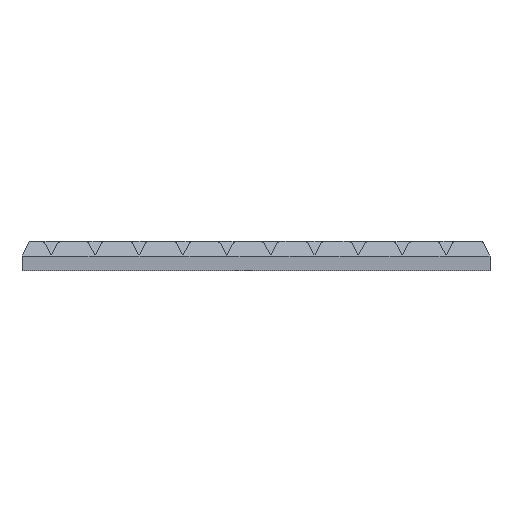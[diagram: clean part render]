
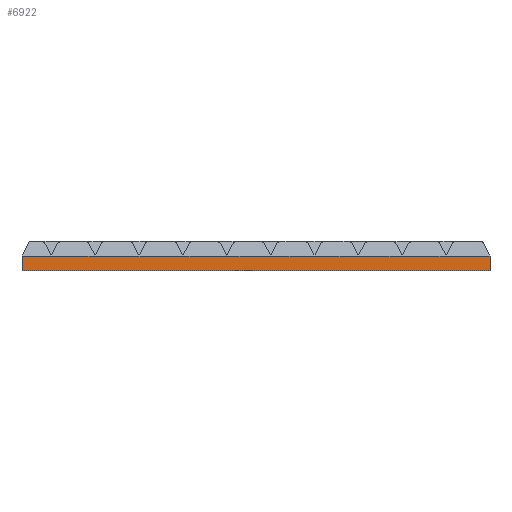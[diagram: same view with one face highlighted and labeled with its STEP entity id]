
A CAD part, front view. The second image highlights one B-rep face of the part: STEP entity #6922.
In plain terms, the highlighted planar face has unit normal (0, -1, 0).
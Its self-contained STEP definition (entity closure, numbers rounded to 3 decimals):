
#6866 = VERTEX_POINT('',#6867);
#6867 = CARTESIAN_POINT('',(28.5,-0.5,1.));
#6873 = EDGE_CURVE('',#6866,#6874,#6876,.T.);
#6874 = VERTEX_POINT('',#6875);
#6875 = CARTESIAN_POINT('',(31.5,-0.5,1.));
#6876 = LINE('',#6877,#6878);
#6877 = CARTESIAN_POINT('',(29.,-0.5,1.));
#6878 = VECTOR('',#6879,1.);
#6879 = DIRECTION('',(1.,0.,0.));
#6922 = ADVANCED_FACE('',(#6923),#7028,.T.);
#6923 = FACE_BOUND('',#6924,.T.);
#6924 = EDGE_LOOP('',(#6925,#6933,#6934,#6942,#6950,#6958,#6966,#6974,
    #6982,#6990,#6998,#7006,#7014,#7022));
#6925 = ORIENTED_EDGE('',*,*,#6926,.T.);
#6926 = EDGE_CURVE('',#6927,#6874,#6929,.T.);
#6927 = VERTEX_POINT('',#6928);
#6928 = CARTESIAN_POINT('',(31.5,-0.5,0.));
#6929 = LINE('',#6930,#6931);
#6930 = CARTESIAN_POINT('',(31.5,-0.5,0.));
#6931 = VECTOR('',#6932,1.);
#6932 = DIRECTION('',(0.,0.,1.));
#6933 = ORIENTED_EDGE('',*,*,#6873,.F.);
#6934 = ORIENTED_EDGE('',*,*,#6935,.F.);
#6935 = EDGE_CURVE('',#6936,#6866,#6938,.T.);
#6936 = VERTEX_POINT('',#6937);
#6937 = CARTESIAN_POINT('',(25.5,-0.5,1.));
#6938 = LINE('',#6939,#6940);
#6939 = CARTESIAN_POINT('',(28.,-0.5,1.));
#6940 = VECTOR('',#6941,1.);
#6941 = DIRECTION('',(1.,0.,0.));
#6942 = ORIENTED_EDGE('',*,*,#6943,.F.);
#6943 = EDGE_CURVE('',#6944,#6936,#6946,.T.);
#6944 = VERTEX_POINT('',#6945);
#6945 = CARTESIAN_POINT('',(22.5,-0.5,1.));
#6946 = LINE('',#6947,#6948);
#6947 = CARTESIAN_POINT('',(25.,-0.5,1.));
#6948 = VECTOR('',#6949,1.);
#6949 = DIRECTION('',(1.,0.,0.));
#6950 = ORIENTED_EDGE('',*,*,#6951,.F.);
#6951 = EDGE_CURVE('',#6952,#6944,#6954,.T.);
#6952 = VERTEX_POINT('',#6953);
#6953 = CARTESIAN_POINT('',(19.5,-0.5,1.));
#6954 = LINE('',#6955,#6956);
#6955 = CARTESIAN_POINT('',(22.,-0.5,1.));
#6956 = VECTOR('',#6957,1.);
#6957 = DIRECTION('',(1.,0.,0.));
#6958 = ORIENTED_EDGE('',*,*,#6959,.F.);
#6959 = EDGE_CURVE('',#6960,#6952,#6962,.T.);
#6960 = VERTEX_POINT('',#6961);
#6961 = CARTESIAN_POINT('',(16.5,-0.5,1.));
#6962 = LINE('',#6963,#6964);
#6963 = CARTESIAN_POINT('',(19.,-0.5,1.));
#6964 = VECTOR('',#6965,1.);
#6965 = DIRECTION('',(1.,0.,0.));
#6966 = ORIENTED_EDGE('',*,*,#6967,.F.);
#6967 = EDGE_CURVE('',#6968,#6960,#6970,.T.);
#6968 = VERTEX_POINT('',#6969);
#6969 = CARTESIAN_POINT('',(13.5,-0.5,1.));
#6970 = LINE('',#6971,#6972);
#6971 = CARTESIAN_POINT('',(16.,-0.5,1.));
#6972 = VECTOR('',#6973,1.);
#6973 = DIRECTION('',(1.,0.,0.));
#6974 = ORIENTED_EDGE('',*,*,#6975,.F.);
#6975 = EDGE_CURVE('',#6976,#6968,#6978,.T.);
#6976 = VERTEX_POINT('',#6977);
#6977 = CARTESIAN_POINT('',(10.5,-0.5,1.));
#6978 = LINE('',#6979,#6980);
#6979 = CARTESIAN_POINT('',(13.,-0.5,1.));
#6980 = VECTOR('',#6981,1.);
#6981 = DIRECTION('',(1.,0.,0.));
#6982 = ORIENTED_EDGE('',*,*,#6983,.F.);
#6983 = EDGE_CURVE('',#6984,#6976,#6986,.T.);
#6984 = VERTEX_POINT('',#6985);
#6985 = CARTESIAN_POINT('',(7.5,-0.5,1.));
#6986 = LINE('',#6987,#6988);
#6987 = CARTESIAN_POINT('',(10.,-0.5,1.));
#6988 = VECTOR('',#6989,1.);
#6989 = DIRECTION('',(1.,0.,0.));
#6990 = ORIENTED_EDGE('',*,*,#6991,.F.);
#6991 = EDGE_CURVE('',#6992,#6984,#6994,.T.);
#6992 = VERTEX_POINT('',#6993);
#6993 = CARTESIAN_POINT('',(4.5,-0.5,1.));
#6994 = LINE('',#6995,#6996);
#6995 = CARTESIAN_POINT('',(7.,-0.5,1.));
#6996 = VECTOR('',#6997,1.);
#6997 = DIRECTION('',(1.,0.,0.));
#6998 = ORIENTED_EDGE('',*,*,#6999,.F.);
#6999 = EDGE_CURVE('',#7000,#6992,#7002,.T.);
#7000 = VERTEX_POINT('',#7001);
#7001 = CARTESIAN_POINT('',(1.5,-0.5,1.));
#7002 = LINE('',#7003,#7004);
#7003 = CARTESIAN_POINT('',(4.,-0.5,1.));
#7004 = VECTOR('',#7005,1.);
#7005 = DIRECTION('',(1.,0.,0.));
#7006 = ORIENTED_EDGE('',*,*,#7007,.F.);
#7007 = EDGE_CURVE('',#7008,#7000,#7010,.T.);
#7008 = VERTEX_POINT('',#7009);
#7009 = CARTESIAN_POINT('',(-0.5,-0.5,1.));
#7010 = LINE('',#7011,#7012);
#7011 = CARTESIAN_POINT('',(1.,-0.5,1.));
#7012 = VECTOR('',#7013,1.);
#7013 = DIRECTION('',(1.,0.,0.));
#7014 = ORIENTED_EDGE('',*,*,#7015,.T.);
#7015 = EDGE_CURVE('',#7008,#7016,#7018,.T.);
#7016 = VERTEX_POINT('',#7017);
#7017 = CARTESIAN_POINT('',(-0.5,-0.5,0.));
#7018 = LINE('',#7019,#7020);
#7019 = CARTESIAN_POINT('',(-0.5,-0.5,1.));
#7020 = VECTOR('',#7021,1.);
#7021 = DIRECTION('',(0.,0.,-1.));
#7022 = ORIENTED_EDGE('',*,*,#7023,.F.);
#7023 = EDGE_CURVE('',#6927,#7016,#7024,.T.);
#7024 = LINE('',#7025,#7026);
#7025 = CARTESIAN_POINT('',(0.,-0.5,0.));
#7026 = VECTOR('',#7027,1.);
#7027 = DIRECTION('',(-1.,0.,0.));
#7028 = PLANE('',#7029);
#7029 = AXIS2_PLACEMENT_3D('',#7030,#7031,#7032);
#7030 = CARTESIAN_POINT('',(15.5,-0.5,0.5));
#7031 = DIRECTION('',(0.,-1.,0.));
#7032 = DIRECTION('',(-1.,0.,0.));
